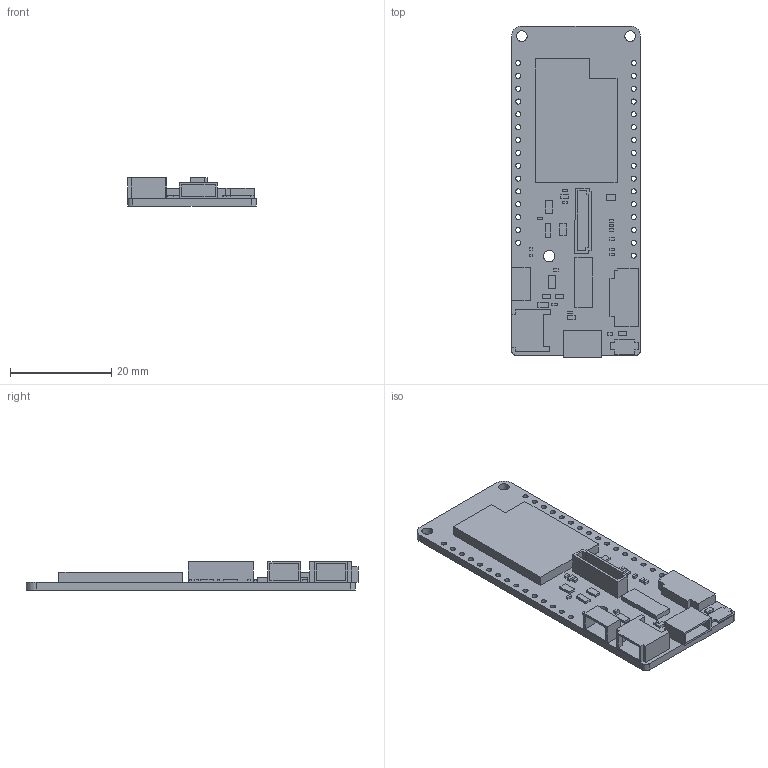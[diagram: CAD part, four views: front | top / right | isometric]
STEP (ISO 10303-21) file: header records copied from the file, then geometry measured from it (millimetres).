
FILE_DESCRIPTION(/* description */ (''),/* implementation_level */ '2;1');
FILE_NAME(/* name */ 'Wemos D32 Pro v2.step',/* time_stamp */ '2022-11-11T11:24:56+01:00',/* author */ (''),/* organization */ (''),/* preprocessor_version */ 'ST-DEVELOPER v19.2',/* originating_system */ 'Autodesk Translation Framework v11.17.0.187',/* authorisation */ '');
FILE_SCHEMA (('AUTOMOTIVE_DESIGN { 1 0 10303 214 3 1 1 }'));
Length unit declared in the file: millimetre
Products named in the file (1): Wemos D32 Pro
Bounding box: 25.4 x 65.5 x 5.57 mm (x, y, z)
Volume: 3626.3 mm3; surface area: 6127.9 mm2
Topology: 7 solids, 7 shells, 291 faces, 732 edges, 488 vertices
Faces by surface type: plane 253, cylinder 38
Full cylindrical faces by diameter (mm): 1 x31, 2.1 x2, 2.273 x1
Entity records: 8765 total; most frequent: CARTESIAN_POINT 1512, ORIENTED_EDGE 1464, DIRECTION 1392, EDGE_CURVE 732, LINE 656, VECTOR 656, VERTEX_POINT 488, EDGE_LOOP 392
